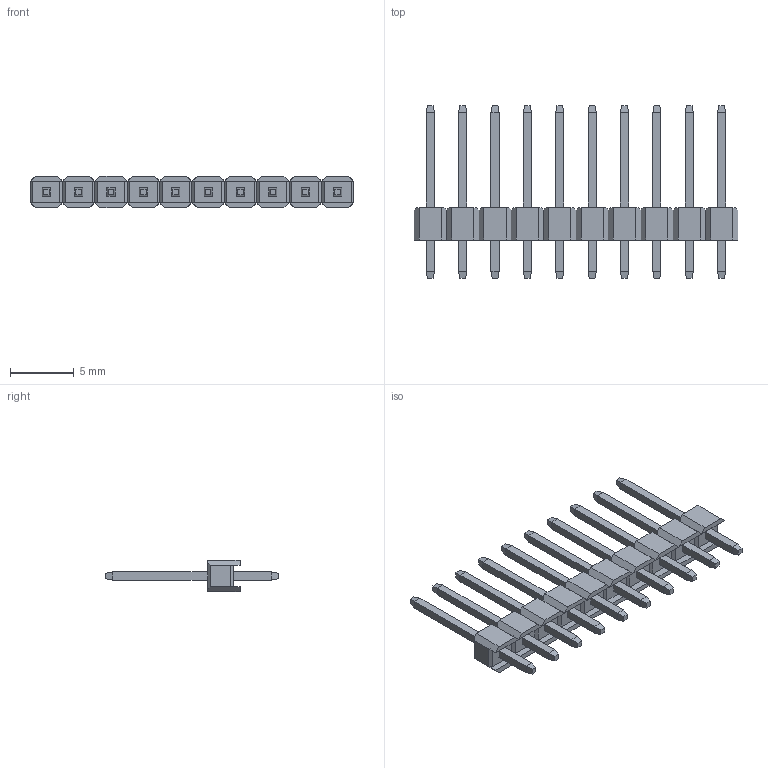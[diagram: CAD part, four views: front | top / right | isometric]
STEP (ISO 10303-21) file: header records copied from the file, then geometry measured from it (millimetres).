
FILE_DESCRIPTION (( 'STEP AP214' ), '1' );
FILE_NAME ('1x10 Male Pin Header.STEP', '2021-11-12T15:35:20', ( 'M.B.I.' ), ( '' ), 'SwSTEP 2.0', '', '' );
FILE_SCHEMA (( 'AUTOMOTIVE_DESIGN' ));
Length unit declared in the file: millimetre
Products named in the file (1): 1x10 Male Pin Header
Bounding box: 25.41 x 13.54 x 2.5 mm (x, y, z)
Volume: 174.4 mm3; surface area: 694.9 mm2
Topology: 11 solids, 11 shells, 388 faces, 994 edges, 628 vertices
Faces by surface type: plane 388
Entity records: 11530 total; most frequent: CARTESIAN_POINT 2011, ORIENTED_EDGE 1988, DIRECTION 1772, VECTOR 994, LINE 994, EDGE_CURVE 994, VERTEX_POINT 628, EDGE_LOOP 408
